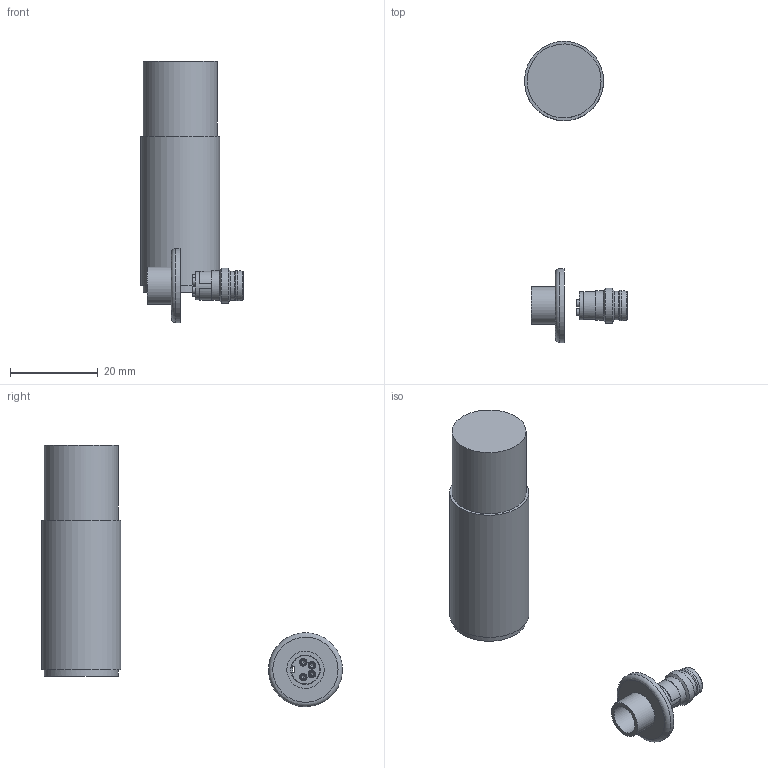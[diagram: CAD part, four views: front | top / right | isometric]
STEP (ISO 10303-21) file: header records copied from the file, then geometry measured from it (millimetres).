
FILE_DESCRIPTION(('THIS FILE CONTAINS SOME STEP INSTANCES'),'1');
FILE_NAME('N18x M8.stp','2014-04-17T14:22:28',('UNDEFINED'),('UNDEFINED'),'T-FLEX CAD STEP converter','T-FLEX CAD','');
FILE_SCHEMA(('CONFIG_CONTROL_DESIGN'));
Length unit declared in the file: metre
Products named in the file (12): N18x M8; 1N18 00 00 0000; 1STE 17 04_telcavi; 1N18 02 00 0000
Assembly tree (11 placements, depth 3):
  N18x M8
    1N18 00 00 0000
      1N18 00 00 0000
    1STE 17 04_telcavi
      1STE 17 04_telcavi
      1STE 17 04_telcavi
      1STE 17 04_telcavi
      1STE 17 04_telcavi
      1STE 17 04_telcavi
      1STE 17 04_telcavi
    1N18 02 00 0000
      1N18 02 00 0000
Bounding box: 23.38 x 68.39 x 59.39 mm (x, y, z)
Volume: 13527.2 mm3; surface area: 5129.3 mm2
Topology: 8 solids, 8 shells, 134 faces, 404 edges, 305 vertices
Faces by surface type: plane 56, cylinder 42, cone 27, torus 5, sphere 4
Full cylindrical faces by diameter (mm): 0.9 x4, 1 x8, 1.55 x4, 1.6 x4, 1.7 x4, 5.8 x1, 6.5 x1, 6.7 x2, 6.9 x1, 8 x1, 8.5 x1, 16.8 x3, 18 x1
Entity records: 8480 total; most frequent: CARTESIAN_POINT 5334, ORIENTED_EDGE 658, DIRECTION 362, EDGE_CURVE 329, VERTEX_POINT 293, B_SPLINE_CURVE_WITH_KNOTS 285, EDGE_LOOP 224, AXIS2_PLACEMENT_3D 166
